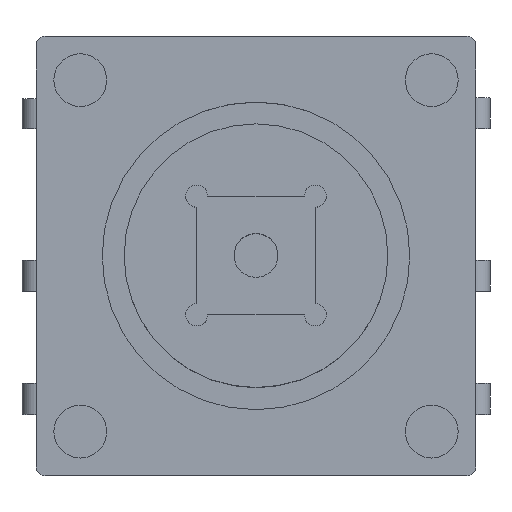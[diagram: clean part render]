
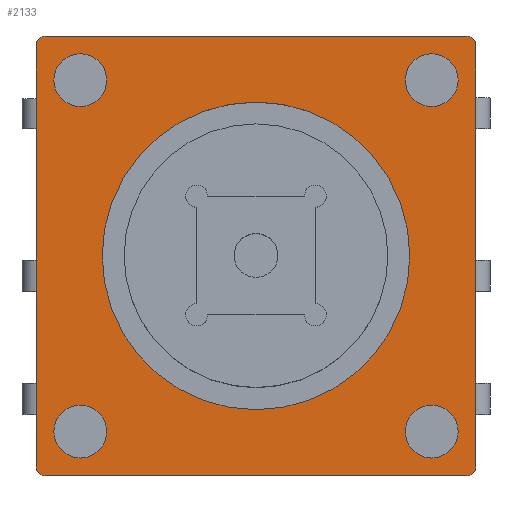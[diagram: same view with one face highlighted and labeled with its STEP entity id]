
A CAD part, top view. The second image highlights one B-rep face of the part: STEP entity #2133.
In plain terms, the highlighted planar face has unit normal (0, 0, 1).
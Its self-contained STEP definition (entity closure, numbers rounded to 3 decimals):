
#1777=CARTESIAN_POINT('',(3.5,0.0,3.15));
#1778=VERTEX_POINT('',#1777);
#1787=CARTESIAN_POINT('',(-3.5,0.,3.15));
#1788=VERTEX_POINT('',#1787);
#1789=CARTESIAN_POINT('',(0.0,0.0,3.15));
#1790=DIRECTION('',(0.0,0.0,-1.0));
#1791=DIRECTION('',(1.0,0.0,0.0));
#1792=AXIS2_PLACEMENT_3D('',#1789,#1790,#1791);
#1793=CIRCLE('',#1792,3.5);
#1794=EDGE_CURVE('',#1788,#1778,#1793,.T.);
#1905=CARTESIAN_POINT('',(4.8,-5.,3.15));
#1906=VERTEX_POINT('',#1905);
#1907=CARTESIAN_POINT('',(-4.8,-5.0,3.15));
#1908=VERTEX_POINT('',#1907);
#1909=CARTESIAN_POINT('',(4.8,-5.,3.15));
#1910=DIRECTION('',(-1.0,0.0,0.0));
#1911=VECTOR('',#1910,9.6);
#1912=LINE('',#1909,#1911);
#1913=EDGE_CURVE('',#1906,#1908,#1912,.T.);
#1936=CARTESIAN_POINT('',(5.0,-4.8,3.15));
#1937=VERTEX_POINT('',#1936);
#1938=CARTESIAN_POINT('',(4.8,-4.8,3.15));
#1939=DIRECTION('',(0.0,0.0,-1.0));
#1940=DIRECTION('',(0.707,-0.707,0.0));
#1941=AXIS2_PLACEMENT_3D('',#1938,#1939,#1940);
#1942=CIRCLE('',#1941,0.2);
#1943=EDGE_CURVE('',#1937,#1906,#1942,.T.);
#1961=CARTESIAN_POINT('',(5.0,4.8,3.15));
#1962=VERTEX_POINT('',#1961);
#1963=CARTESIAN_POINT('',(5.0,4.8,3.15));
#1964=DIRECTION('',(0.0,-1.0,0.0));
#1965=VECTOR('',#1964,9.6);
#1966=LINE('',#1963,#1965);
#1967=EDGE_CURVE('',#1962,#1937,#1966,.T.);
#1985=CARTESIAN_POINT('',(4.8,5.0,3.15));
#1986=VERTEX_POINT('',#1985);
#1987=CARTESIAN_POINT('',(4.8,4.8,3.15));
#1988=DIRECTION('',(0.0,0.0,-1.));
#1989=DIRECTION('',(0.707,0.707,0.0));
#1990=AXIS2_PLACEMENT_3D('',#1987,#1988,#1989);
#1991=CIRCLE('',#1990,0.2);
#1992=EDGE_CURVE('',#1986,#1962,#1991,.T.);
#2010=CARTESIAN_POINT('',(-4.8,5.,3.15));
#2011=VERTEX_POINT('',#2010);
#2012=CARTESIAN_POINT('',(-4.8,5.,3.15));
#2013=DIRECTION('',(1.0,0.0,0.0));
#2014=VECTOR('',#2013,9.6);
#2015=LINE('',#2012,#2014);
#2016=EDGE_CURVE('',#2011,#1986,#2015,.T.);
#2034=CARTESIAN_POINT('',(-5.0,4.8,3.15));
#2035=VERTEX_POINT('',#2034);
#2036=CARTESIAN_POINT('',(-4.8,4.8,3.15));
#2037=DIRECTION('',(0.0,0.0,-1.));
#2038=DIRECTION('',(-0.707,0.707,0.0));
#2039=AXIS2_PLACEMENT_3D('',#2036,#2037,#2038);
#2040=CIRCLE('',#2039,0.2);
#2041=EDGE_CURVE('',#2035,#2011,#2040,.T.);
#2059=CARTESIAN_POINT('',(-5.0,-4.8,3.15));
#2060=VERTEX_POINT('',#2059);
#2061=CARTESIAN_POINT('',(-5.0,-4.8,3.15));
#2062=DIRECTION('',(0.0,1.0,0.0));
#2063=VECTOR('',#2062,9.6);
#2064=LINE('',#2061,#2063);
#2065=EDGE_CURVE('',#2060,#2035,#2064,.T.);
#2083=CARTESIAN_POINT('',(-4.8,-4.8,3.15));
#2084=DIRECTION('',(0.0,0.0,-1.0));
#2085=DIRECTION('',(-0.707,-0.707,0.0));
#2086=AXIS2_PLACEMENT_3D('',#2083,#2084,#2085);
#2087=CIRCLE('',#2086,0.2);
#2088=EDGE_CURVE('',#1908,#2060,#2087,.T.);
#2104=CARTESIAN_POINT('',(0.0,0.0,3.15));
#2105=DIRECTION('',(0.0,0.0,-1.0));
#2106=DIRECTION('',(1.0,0.0,0.0));
#2107=AXIS2_PLACEMENT_3D('',#2104,#2105,#2106);
#2108=CIRCLE('',#2107,3.5);
#2109=EDGE_CURVE('',#1778,#1788,#2108,.T.);
#2114=CARTESIAN_POINT('',(0.0,0.0,3.15));
#2115=DIRECTION('',(0.0,0.0,1.0));
#2116=DIRECTION('',(1.0,0.0,0.0));
#2117=AXIS2_PLACEMENT_3D('',#2114,#2115,#2116);
#2118=PLANE('',#2117);
#2119=ORIENTED_EDGE('',*,*,#2065,.F.);
#2120=ORIENTED_EDGE('',*,*,#2088,.F.);
#2121=ORIENTED_EDGE('',*,*,#1913,.F.);
#2122=ORIENTED_EDGE('',*,*,#1943,.F.);
#2123=ORIENTED_EDGE('',*,*,#1967,.F.);
#2124=ORIENTED_EDGE('',*,*,#1992,.F.);
#2125=ORIENTED_EDGE('',*,*,#2016,.F.);
#2126=ORIENTED_EDGE('',*,*,#2041,.F.);
#2127=EDGE_LOOP('',(#2119,#2120,#2121,#2122,#2123,#2124,#2125,#2126));
#2128=FACE_OUTER_BOUND('',#2127,.T.);
#2129=ORIENTED_EDGE('',*,*,#2109,.T.);
#2130=ORIENTED_EDGE('',*,*,#1794,.T.);
#2131=EDGE_LOOP('',(#2129,#2130));
#2132=FACE_BOUND('',#2131,.T.);
#2133=ADVANCED_FACE('',(#2128,#2132),#2118,.T.);
